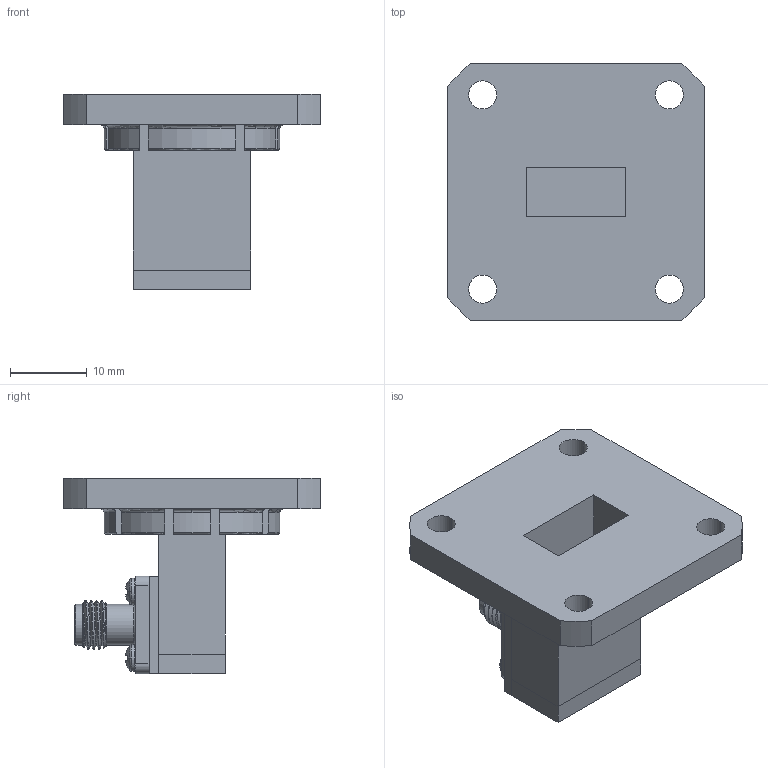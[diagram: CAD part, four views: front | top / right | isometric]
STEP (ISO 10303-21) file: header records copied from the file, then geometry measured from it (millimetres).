
FILE_DESCRIPTION (( 'STEP AP214' ), '1' );
FILE_NAME ('PEWCA1027.step', '2021-05-20T17:05:44', ( '' ), ( '' ), 'SwSTEP 2.0', 'SolidWorks 2020', '' );
FILE_SCHEMA (( 'AUTOMOTIVE_DESIGN' ));
Length unit declared in the file: inch
Products named in the file (3): PEWCA1027; Copy of SMA FEMALE^PEWCA1027
Assembly tree (2 placements, depth 2):
  PEWCA1027
    PEWCA1027
    Copy of SMA FEMALE^PEWCA1027
Bounding box: 33.32 x 33.32 x 25.4 mm (x, y, z)
Volume: 6760.4 mm3; surface area: 6546.3 mm2
Topology: 13 solids, 13 shells, 328 faces, 867 edges, 573 vertices
Faces by surface type: plane 145, cylinder 100, cone 32, bspline 31, torus 20
Entity records: 16590 total; most frequent: CARTESIAN_POINT 8654, ORIENTED_EDGE 1734, DIRECTION 1444, EDGE_CURVE 867, VERTEX_POINT 573, AXIS2_PLACEMENT_3D 540, VECTOR 364, LINE 364
